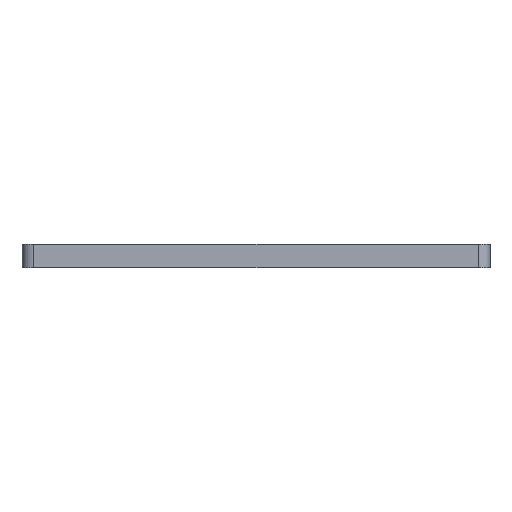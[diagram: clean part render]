
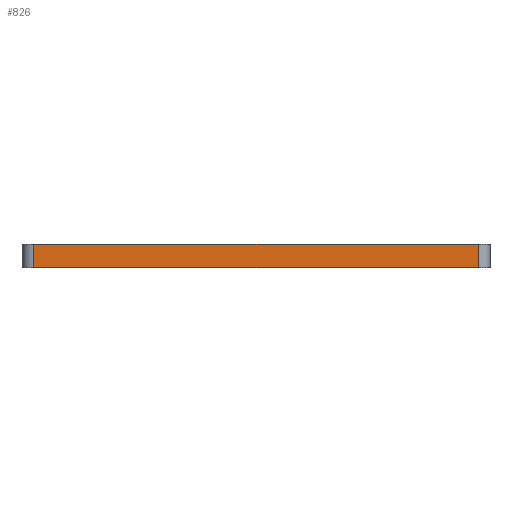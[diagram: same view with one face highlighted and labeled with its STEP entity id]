
A CAD part, left-side view. The second image highlights one B-rep face of the part: STEP entity #826.
In plain terms, the highlighted planar face has unit normal (-1, 0, 0).
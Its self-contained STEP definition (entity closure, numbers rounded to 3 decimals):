
#113=CARTESIAN_POINT('Line Origine',(-100.,0.,10.)) ;
#117=CARTESIAN_POINT('Vertex',(-100.,95.,10.)) ;
#119=CARTESIAN_POINT('Vertex',(-100.,-95.,10.)) ;
#796=CARTESIAN_POINT('Axis2P3D Location',(-100.,100.,0.)) ;
#801=CARTESIAN_POINT('Line Origine',(-100.,0.,0.)) ;
#805=CARTESIAN_POINT('Vertex',(-100.,95.,0.)) ;
#807=CARTESIAN_POINT('Vertex',(-100.,-95.,0.)) ;
#810=CARTESIAN_POINT('Line Origine',(-100.,-95.,5.)) ;
#815=CARTESIAN_POINT('Line Origine',(-100.,95.,5.)) ;
#114=DIRECTION('Vector Direction',(0.,-1.,0.)) ;
#797=DIRECTION('Axis2P3D Direction',(-1.,0.,0.)) ;
#798=DIRECTION('Axis2P3D XDirection',(0.,-1.,0.)) ;
#802=DIRECTION('Vector Direction',(0.,-1.,0.)) ;
#811=DIRECTION('Vector Direction',(0.,0.,1.)) ;
#816=DIRECTION('Vector Direction',(0.,0.,1.)) ;
#799=AXIS2_PLACEMENT_3D('Plane Axis2P3D',#796,#797,#798) ;
#821=ORIENTED_EDGE('',*,*,#809,.T.) ;
#822=ORIENTED_EDGE('',*,*,#814,.T.) ;
#823=ORIENTED_EDGE('',*,*,#121,.F.) ;
#824=ORIENTED_EDGE('',*,*,#819,.F.) ;
#115=VECTOR('Line Direction',#114,1.) ;
#803=VECTOR('Line Direction',#802,1.) ;
#812=VECTOR('Line Direction',#811,1.) ;
#817=VECTOR('Line Direction',#816,1.) ;
#826=ADVANCED_FACE('PartBody',(#825),#800,.T.) ;
#121=EDGE_CURVE('',#118,#120,#116,.T.) ;
#809=EDGE_CURVE('',#806,#808,#804,.T.) ;
#814=EDGE_CURVE('',#808,#120,#813,.T.) ;
#819=EDGE_CURVE('',#806,#118,#818,.T.) ;
#820=EDGE_LOOP('',(#821,#822,#823,#824)) ;
#825=FACE_OUTER_BOUND('',#820,.T.) ;
#116=LINE('Line',#113,#115) ;
#804=LINE('Line',#801,#803) ;
#813=LINE('Line',#810,#812) ;
#818=LINE('Line',#815,#817) ;
#800=PLANE('',#799) ;
#118=VERTEX_POINT('',#117) ;
#120=VERTEX_POINT('',#119) ;
#806=VERTEX_POINT('',#805) ;
#808=VERTEX_POINT('',#807) ;
